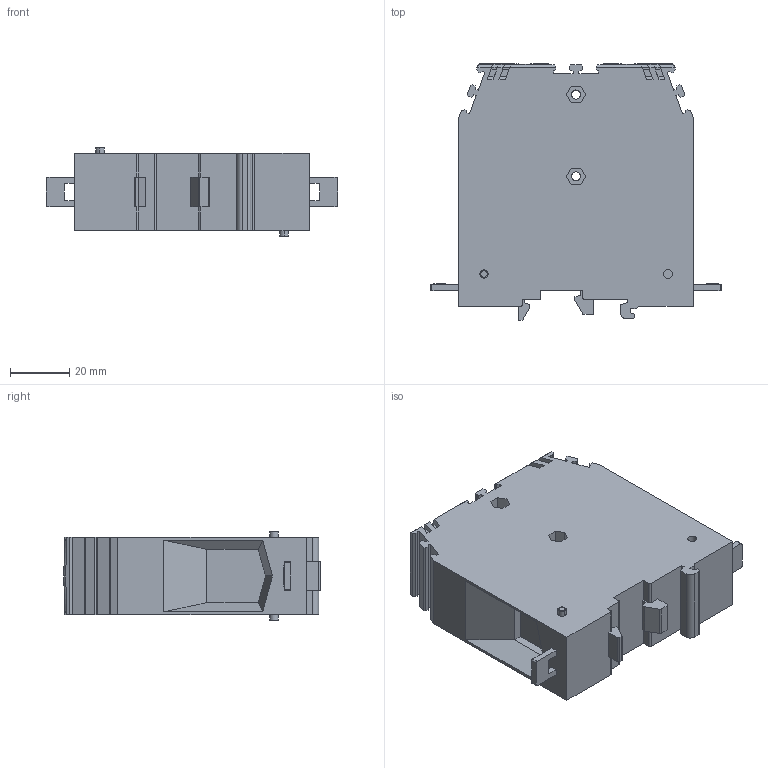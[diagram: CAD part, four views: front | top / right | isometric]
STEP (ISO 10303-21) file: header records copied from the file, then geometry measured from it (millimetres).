
FILE_DESCRIPTION(('Creo Elements/Direct Modeling STEP Export'),'2;1');
FILE_NAME('GPA.95.stp','2014-01-22T 8:22:42',(''),(''),'Creo Elements/Direct Modeling STEP processor for AP214 (Solid Model)','Creo Elements/Direct Modeling 18.0B 02-Dec-2011 (C) Parametric Technology GmbH','');
FILE_SCHEMA(('AUTOMOTIVE_DESIGN { 1 0 10303 214 1 1 1 1 }'));
Length unit declared in the file: millimetre
Products named in the file (2): GPA.95
Assembly tree (1 placements, depth 2):
  GPA.95
    GPA.95
Bounding box: 98 x 86.42 x 30 mm (x, y, z)
Volume: 146256 mm3; surface area: 25386.3 mm2
Topology: 1 solids, 1 shells, 357 faces, 999 edges, 658 vertices
Faces by surface type: plane 286, cylinder 59, torus 8, cone 4
Entity records: 11021 total; most frequent: ORIENTED_EDGE 1998, CARTESIAN_POINT 1935, DIRECTION 1719, EDGE_CURVE 999, VECTOR 835, LINE 835, VERTEX_POINT 658, AXIS2_PLACEMENT_3D 442
